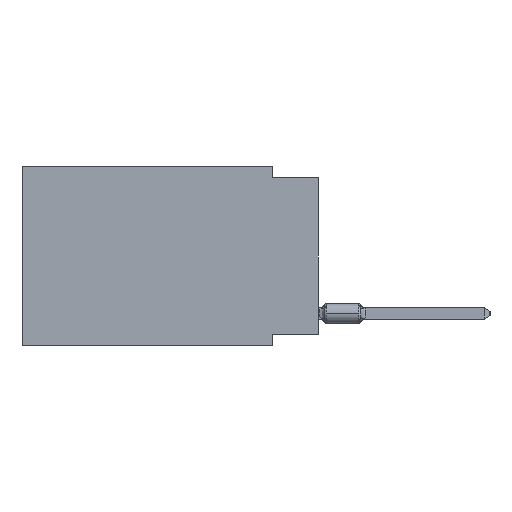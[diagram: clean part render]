
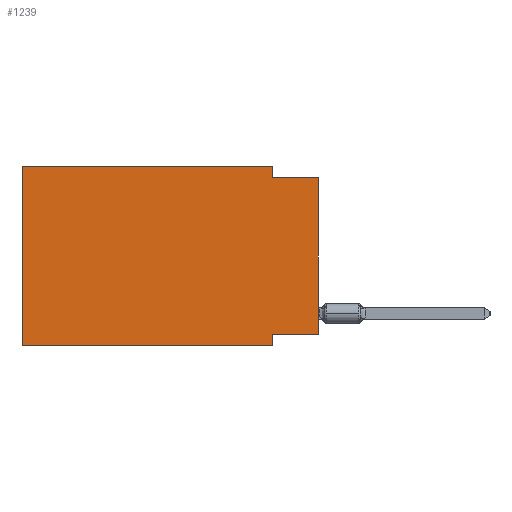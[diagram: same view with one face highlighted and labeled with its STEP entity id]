
A CAD part, left-side view. The second image highlights one B-rep face of the part: STEP entity #1239.
In plain terms, the highlighted planar face has unit normal (-1, 0, 0).
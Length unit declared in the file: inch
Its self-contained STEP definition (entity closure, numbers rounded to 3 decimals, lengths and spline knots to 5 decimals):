
#243 = VERTEX_POINT ( 'NONE', #13009 ) ;
#1239 = ADVANCED_FACE ( 'NONE', ( #16541 ), #22449, .F. ) ;
#1472 = LINE ( 'NONE', #11095, #4319 ) ;
#1647 = DIRECTION ( 'NONE',  ( 0., 0., 1. ) ) ;
#2263 = CARTESIAN_POINT ( 'NONE',  ( 0., 0., -0.365 ) ) ;
#2593 = CARTESIAN_POINT ( 'NONE',  ( 0., 0., -0.025 ) ) ;
#3257 = CARTESIAN_POINT ( 'NONE',  ( 0., 0.645, 0. ) ) ;
#4101 = CARTESIAN_POINT ( 'NONE',  ( 0., 0.645, 0. ) ) ;
#4173 = CARTESIAN_POINT ( 'NONE',  ( 0., 0.1, 0. ) ) ;
#4319 = VECTOR ( 'NONE', #17542, 39.37008 ) ;
#4378 = VECTOR ( 'NONE', #15441, 39.37008 ) ;
#4791 = LINE ( 'NONE', #2263, #5190 ) ;
#4990 = AXIS2_PLACEMENT_3D ( 'NONE', #4101, #18307, #8106 ) ;
#5190 = VECTOR ( 'NONE', #6393, 39.37008 ) ;
#5383 = VERTEX_POINT ( 'NONE', #9689 ) ;
#5862 = EDGE_CURVE ( 'NONE', #13302, #9585, #1472, .T. ) ;
#5963 = DIRECTION ( 'NONE',  ( 0., -1., 0. ) ) ;
#6121 = ORIENTED_EDGE ( 'NONE', *, *, #18871, .F. ) ;
#6186 = EDGE_CURVE ( 'NONE', #13302, #11350, #4791, .T. ) ;
#6298 = VERTEX_POINT ( 'NONE', #9458 ) ;
#6393 = DIRECTION ( 'NONE',  ( 0., 1., 0. ) ) ;
#6439 = ORIENTED_EDGE ( 'NONE', *, *, #8902, .T. ) ;
#6916 = VECTOR ( 'NONE', #19164, 39.37008 ) ;
#7502 = VERTEX_POINT ( 'NONE', #4173 ) ;
#7809 = EDGE_CURVE ( 'NONE', #11350, #6298, #10117, .T. ) ;
#8106 = DIRECTION ( 'NONE',  ( 0., 0., -1. ) ) ;
#8902 = EDGE_CURVE ( 'NONE', #243, #6298, #13125, .T. ) ;
#9045 = VECTOR ( 'NONE', #5963, 39.37008 ) ;
#9458 = CARTESIAN_POINT ( 'NONE',  ( 0., 0.1, -0.39 ) ) ;
#9529 = ORIENTED_EDGE ( 'NONE', *, *, #7809, .F. ) ;
#9585 = VERTEX_POINT ( 'NONE', #2593 ) ;
#9689 = CARTESIAN_POINT ( 'NONE',  ( 0., 0.645, 0. ) ) ;
#10117 = LINE ( 'NONE', #15901, #24091 ) ;
#10585 = EDGE_LOOP ( 'NONE', ( #15713, #20800, #16792, #13555, #6121, #6439, #9529, #12645 ) ) ;
#11095 = CARTESIAN_POINT ( 'NONE',  ( 0., 0., 0. ) ) ;
#11128 = EDGE_CURVE ( 'NONE', #5383, #7502, #26211, .T. ) ;
#11350 = VERTEX_POINT ( 'NONE', #21592 ) ;
#11636 = VECTOR ( 'NONE', #19536, 39.37008 ) ;
#11674 = LINE ( 'NONE', #3257, #14651 ) ;
#12645 = ORIENTED_EDGE ( 'NONE', *, *, #6186, .F. ) ;
#12992 = CARTESIAN_POINT ( 'NONE',  ( 0., 0.645, -0.39 ) ) ;
#13009 = CARTESIAN_POINT ( 'NONE',  ( 0., 0.645, -0.39 ) ) ;
#13125 = LINE ( 'NONE', #12992, #6916 ) ;
#13302 = VERTEX_POINT ( 'NONE', #21929 ) ;
#13555 = ORIENTED_EDGE ( 'NONE', *, *, #11128, .F. ) ;
#14651 = VECTOR ( 'NONE', #1647, 39.37008 ) ;
#15344 = VERTEX_POINT ( 'NONE', #15950 ) ;
#15441 = DIRECTION ( 'NONE',  ( 0., -1., 0. ) ) ;
#15713 = ORIENTED_EDGE ( 'NONE', *, *, #5862, .T. ) ;
#15763 = EDGE_CURVE ( 'NONE', #7502, #15344, #23699, .T. ) ;
#15901 = CARTESIAN_POINT ( 'NONE',  ( 0., 0.1, -0.39 ) ) ;
#15950 = CARTESIAN_POINT ( 'NONE',  ( 0., 0.1, -0.025 ) ) ;
#16534 = EDGE_CURVE ( 'NONE', #15344, #9585, #17737, .T. ) ;
#16541 = FACE_OUTER_BOUND ( 'NONE', #10585, .T. ) ;
#16792 = ORIENTED_EDGE ( 'NONE', *, *, #15763, .F. ) ;
#17542 = DIRECTION ( 'NONE',  ( 0., 0., 1. ) ) ;
#17737 = LINE ( 'NONE', #23760, #4378 ) ;
#18307 = DIRECTION ( 'NONE',  ( 1., 0., 0. ) ) ;
#18871 = EDGE_CURVE ( 'NONE', #243, #5383, #11674, .T. ) ;
#19164 = DIRECTION ( 'NONE',  ( 0., -1., 0. ) ) ;
#19536 = DIRECTION ( 'NONE',  ( 0., 0., -1. ) ) ;
#20170 = CARTESIAN_POINT ( 'NONE',  ( 0., 0.645, 0. ) ) ;
#20800 = ORIENTED_EDGE ( 'NONE', *, *, #16534, .F. ) ;
#21592 = CARTESIAN_POINT ( 'NONE',  ( 0., 0.1, -0.365 ) ) ;
#21929 = CARTESIAN_POINT ( 'NONE',  ( 0., 0., -0.365 ) ) ;
#22449 = PLANE ( 'NONE',  #4990 ) ;
#23699 = LINE ( 'NONE', #25971, #11636 ) ;
#23760 = CARTESIAN_POINT ( 'NONE',  ( 0., 0., -0.025 ) ) ;
#24080 = DIRECTION ( 'NONE',  ( 0., 0., -1. ) ) ;
#24091 = VECTOR ( 'NONE', #24080, 39.37008 ) ;
#25971 = CARTESIAN_POINT ( 'NONE',  ( 0., 0.1, 0. ) ) ;
#26211 = LINE ( 'NONE', #20170, #9045 ) ;
